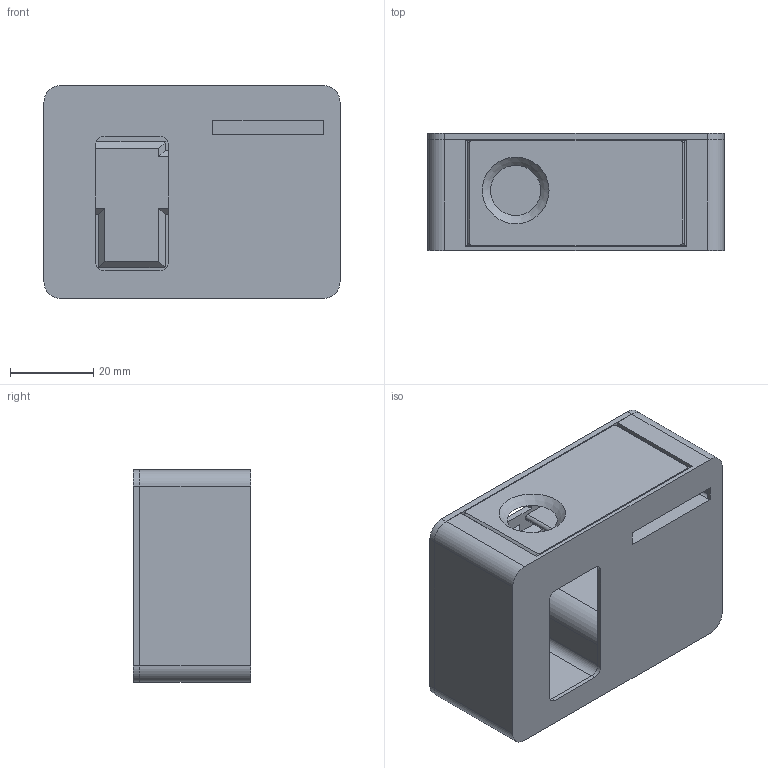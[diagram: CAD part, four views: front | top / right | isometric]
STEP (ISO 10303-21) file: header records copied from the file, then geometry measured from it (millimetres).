
FILE_DESCRIPTION(/* description */ (''),/* implementation_level */ '2;1');
FILE_NAME(/* name */ 'keaRecorder0.2.0 v22.step',/* time_stamp */ '2023-07-13T08:42:02+12:00',/* author */ (''),/* organization */ (''),/* preprocessor_version */ 'ST-DEVELOPER v19.2',/* originating_system */ 'Autodesk Translation Framework v12.6.0.85',/* authorisation */ '');
FILE_SCHEMA (('AUTOMOTIVE_DESIGN { 1 0 10303 214 3 1 1 }'));
Length unit declared in the file: millimetre
Products named in the file (1): keaRecorder0.2.0
Bounding box: 71 x 28.1 x 51 mm (x, y, z)
Volume: 48462.5 mm3; surface area: 30162.7 mm2
Topology: 3 solids, 3 shells, 145 faces, 403 edges, 261 vertices
Faces by surface type: plane 80, cylinder 50, cone 11, bspline 4
Full cylindrical faces by diameter (mm): 3 x3
Entity records: 4735 total; most frequent: CARTESIAN_POINT 911, ORIENTED_EDGE 794, DIRECTION 793, EDGE_CURVE 397, LINE 273, VECTOR 273, VERTEX_POINT 261, AXIS2_PLACEMENT_3D 260
